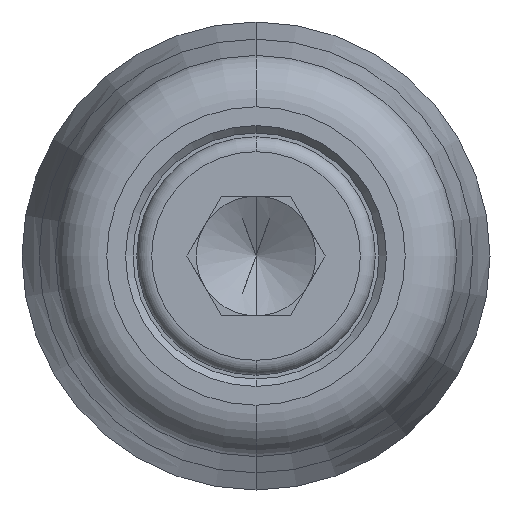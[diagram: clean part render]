
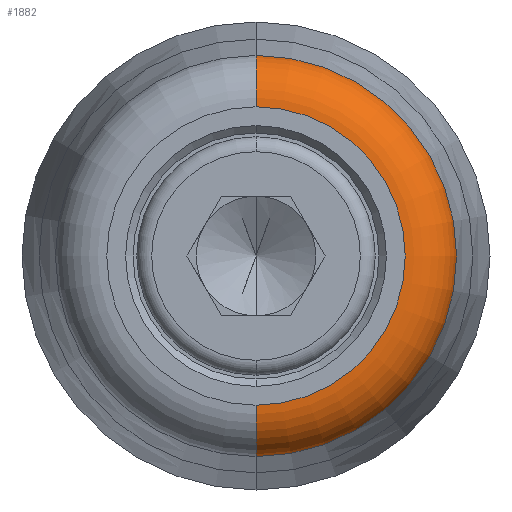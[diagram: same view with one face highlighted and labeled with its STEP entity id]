
A CAD part, front view. The second image highlights one B-rep face of the part: STEP entity #1882.
In plain terms, the highlighted toroidal (fillet/blend) face has major radius 10.01 mm and minor radius 3.5 mm.
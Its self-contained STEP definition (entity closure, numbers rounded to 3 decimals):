
#46 = AXIS2_PLACEMENT_3D ( 'NONE', #5444, #3097, #656 ) ;
#90 = DIRECTION ( 'NONE',  ( 0., 0., -1. ) ) ;
#141 = CARTESIAN_POINT ( 'NONE',  ( 0., -20.5, 10.01 ) ) ;
#150 = CARTESIAN_POINT ( 'NONE',  ( 0., -20.5, -10.01 ) ) ;
#199 = ORIENTED_EDGE ( 'NONE', *, *, #2779, .F. ) ;
#293 = TOROIDAL_SURFACE ( 'NONE', #5375, 10.01, 3.5 ) ;
#656 = DIRECTION ( 'NONE',  ( 0., 0., -1. ) ) ;
#895 = ORIENTED_EDGE ( 'NONE', *, *, #2451, .T. ) ;
#899 = FACE_OUTER_BOUND ( 'NONE', #5271, .T. ) ;
#1105 = DIRECTION ( 'NONE',  ( -1., 0., 0. ) ) ;
#1125 = DIRECTION ( 'NONE',  ( 0., 0., 1. ) ) ;
#1225 = ORIENTED_EDGE ( 'NONE', *, *, #2015, .F. ) ;
#1238 = EDGE_CURVE ( 'NONE', #4234, #6015, #1577, .T. ) ;
#1282 = AXIS2_PLACEMENT_3D ( 'NONE', #141, #1105, #4460 ) ;
#1577 = CIRCLE ( 'NONE', #46, 13.457 ) ;
#1721 = CARTESIAN_POINT ( 'NONE',  ( 0., -21.108, -13.457 ) ) ;
#1882 = ADVANCED_FACE ( 'NONE', ( #899 ), #293, .T. ) ;
#1952 = DIRECTION ( 'NONE',  ( 0., 1., 0. ) ) ;
#2015 = EDGE_CURVE ( 'NONE', #2426, #4234, #5534, .T. ) ;
#2078 = CARTESIAN_POINT ( 'NONE',  ( 0., -24., 0. ) ) ;
#2426 = VERTEX_POINT ( 'NONE', #3461 ) ;
#2451 = EDGE_CURVE ( 'NONE', #5149, #6015, #2469, .T. ) ;
#2469 = CIRCLE ( 'NONE', #4390, 3.5 ) ;
#2597 = ORIENTED_EDGE ( 'NONE', *, *, #1238, .F. ) ;
#2779 = EDGE_CURVE ( 'NONE', #5149, #2426, #3072, .T. ) ;
#3072 = CIRCLE ( 'NONE', #6062, 10.01 ) ;
#3097 = DIRECTION ( 'NONE',  ( 0., 1., 0. ) ) ;
#3226 = CARTESIAN_POINT ( 'NONE',  ( 0., -21.108, 13.457 ) ) ;
#3461 = CARTESIAN_POINT ( 'NONE',  ( 0., -24., 10.01 ) ) ;
#4005 = DIRECTION ( 'NONE',  ( 1., 0., 0. ) ) ;
#4234 = VERTEX_POINT ( 'NONE', #3226 ) ;
#4390 = AXIS2_PLACEMENT_3D ( 'NONE', #150, #4005, #90 ) ;
#4460 = DIRECTION ( 'NONE',  ( 0., 0., 1. ) ) ;
#4953 = DIRECTION ( 'NONE',  ( 0., -1., 0. ) ) ;
#5149 = VERTEX_POINT ( 'NONE', #5767 ) ;
#5271 = EDGE_LOOP ( 'NONE', ( #199, #895, #2597, #1225 ) ) ;
#5287 = CARTESIAN_POINT ( 'NONE',  ( 0., -20.5, 0. ) ) ;
#5310 = DIRECTION ( 'NONE',  ( 0., 0., 1. ) ) ;
#5375 = AXIS2_PLACEMENT_3D ( 'NONE', #5287, #1952, #5310 ) ;
#5444 = CARTESIAN_POINT ( 'NONE',  ( 0., -21.108, 0. ) ) ;
#5534 = CIRCLE ( 'NONE', #1282, 3.5 ) ;
#5767 = CARTESIAN_POINT ( 'NONE',  ( 0., -24., -10.01 ) ) ;
#6015 = VERTEX_POINT ( 'NONE', #1721 ) ;
#6062 = AXIS2_PLACEMENT_3D ( 'NONE', #2078, #4953, #1125 ) ;
